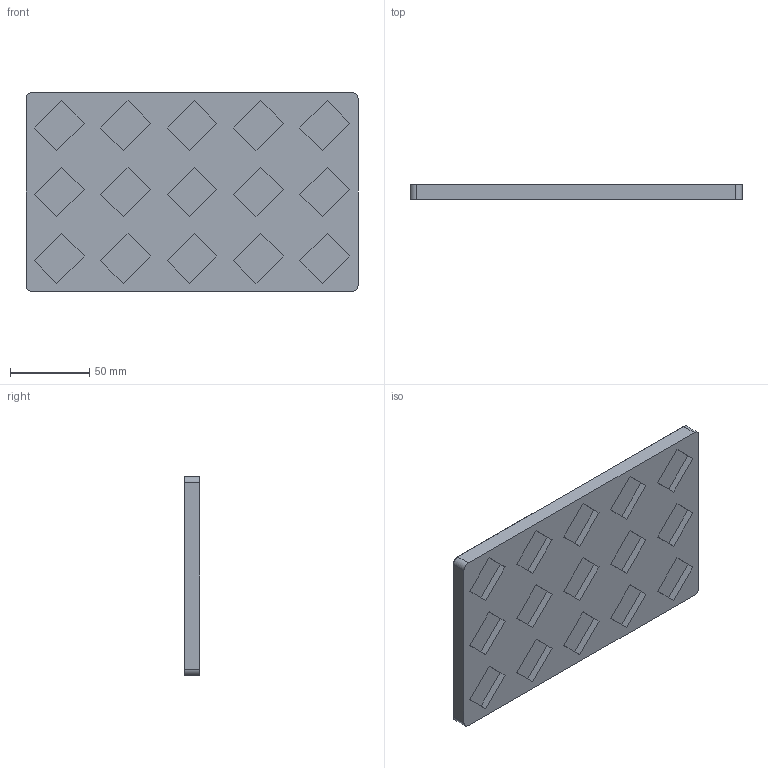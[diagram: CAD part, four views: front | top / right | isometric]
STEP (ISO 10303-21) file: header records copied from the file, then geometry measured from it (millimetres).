
FILE_DESCRIPTION(('Open CASCADE Model'),'2;1');
FILE_NAME('Open CASCADE Shape Model','2023-01-02T19:42:49',('Author'),( 'Open CASCADE'),'Open CASCADE STEP processor 7.5','Open CASCADE 7.5' ,'Unknown');
FILE_SCHEMA(('AUTOMOTIVE_DESIGN { 1 0 10303 214 1 1 1 1 }'));
Length unit declared in the file: millimetre
Products named in the file (1): Open CASCADE STEP translator 7.5 22
Bounding box: 210 x 9.6 x 126 mm (x, y, z)
Volume: 120142.4 mm3; surface area: 74449.6 mm2
Topology: 1 solids, 1 shells, 580 faces, 1224 edges, 736 vertices
Faces by surface type: plane 336, cylinder 124, cone 120
Full cylindrical faces by diameter (mm): 6.3 x60
Entity records: 31710 total; most frequent: CARTESIAN_POINT 6093, DIRECTION 5018, LINE 3056, VECTOR 3056, ORIENTED_EDGE 2448, PCURVE 2448, DEFINITIONAL_REPRESENTATION 2448, EDGE_CURVE 1224
